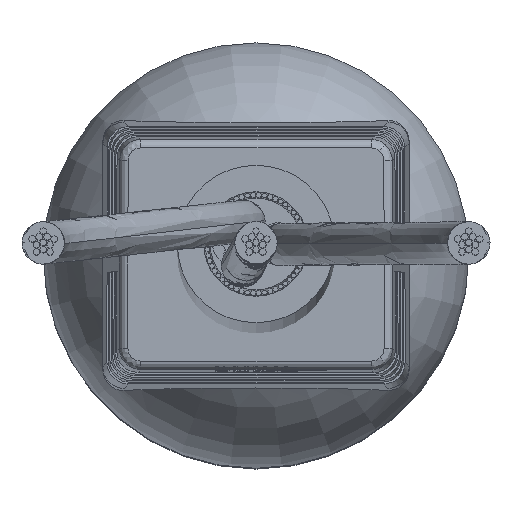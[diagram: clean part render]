
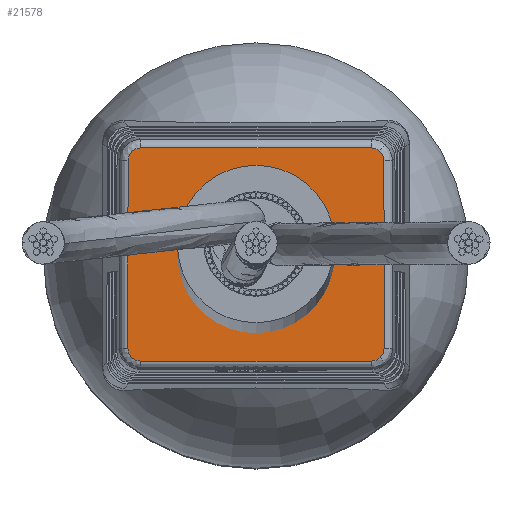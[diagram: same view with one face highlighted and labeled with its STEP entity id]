
A CAD part, top view. The second image highlights one B-rep face of the part: STEP entity #21578.
In plain terms, the highlighted face is planar.
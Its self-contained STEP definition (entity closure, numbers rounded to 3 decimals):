
#749 = CARTESIAN_POINT ( 'NONE',  ( 3.6, -31., 2.507 ) ) ;
#993 = VERTEX_POINT ( 'NONE', #22222 ) ;
#1107 = CARTESIAN_POINT ( 'NONE',  ( -2.91, -31., -2.428 ) ) ;
#1520 = CARTESIAN_POINT ( 'NONE',  ( -2.789, -31., 2.507 ) ) ;
#1719 = CARTESIAN_POINT ( 'NONE',  ( -3.007, -31., -2.208 ) ) ;
#1974 = DIRECTION ( 'NONE',  ( 0., 0., 1. ) ) ;
#2425 = ORIENTED_EDGE ( 'NONE', *, *, #22401, .T. ) ;
#2785 = VERTEX_POINT ( 'NONE', #11228 ) ;
#2904 = CARTESIAN_POINT ( 'NONE',  ( -3.007, -31., -2.208 ) ) ;
#2907 = CARTESIAN_POINT ( 'NONE',  ( 2.888, -31., 2.507 ) ) ;
#3134 = FACE_OUTER_BOUND ( 'NONE', #23184, .T. ) ;
#3395 =( BOUNDED_CURVE ( )  B_SPLINE_CURVE ( 3, ( #22751, #11756, #17376, #18879 ),
 .UNSPECIFIED., .F., .F. ) 
 B_SPLINE_CURVE_WITH_KNOTS ( ( 4, 4 ),
 ( 0., 0.828 ),
 .UNSPECIFIED. ) 
 CURVE ( )  GEOMETRIC_REPRESENTATION_ITEM ( )  RATIONAL_B_SPLINE_CURVE ( ( 1., 0.944, 0.944, 1. ) ) 
 REPRESENTATION_ITEM ( '' )  );
#3878 = CARTESIAN_POINT ( 'NONE',  ( 3.007, -31., -2.208 ) ) ;
#4020 = LINE ( 'NONE', #749, #11640 ) ;
#5735 = VERTEX_POINT ( 'NONE', #17157 ) ;
#5975 = CARTESIAN_POINT ( 'NONE',  ( -3.013, -31., 2.692 ) ) ;
#6656 = CARTESIAN_POINT ( 'NONE',  ( -2.783, -31., -2.507 ) ) ;
#7110 = LINE ( 'NONE', #5975, #14194 ) ;
#7489 = CARTESIAN_POINT ( 'NONE',  ( -3.012, -31., 2.207 ) ) ;
#8113 = ORIENTED_EDGE ( 'NONE', *, *, #22972, .T. ) ;
#8316 = VERTEX_POINT ( 'NONE', #21390 ) ;
#8462 = CARTESIAN_POINT ( 'NONE',  ( -2.707, -31., -2.507 ) ) ;
#8499 = LINE ( 'NONE', #15200, #22358 ) ;
#9528 = ORIENTED_EDGE ( 'NONE', *, *, #16629, .T. ) ;
#9850 = DIRECTION ( 'NONE',  ( 0.001, 0., 1. ) ) ;
#10428 = CARTESIAN_POINT ( 'NONE',  ( -2.859, -31., 2.479 ) ) ;
#10948 = VERTEX_POINT ( 'NONE', #1719 ) ;
#11228 = CARTESIAN_POINT ( 'NONE',  ( 3.007, -31., -2.208 ) ) ;
#11280 = EDGE_CURVE ( 'NONE', #993, #2785, #12842, .T. ) ;
#11640 = VECTOR ( 'NONE', #18886, 1000. ) ;
#11756 = CARTESIAN_POINT ( 'NONE',  ( -2.978, -31., 2.37 ) ) ;
#11784 =( BOUNDED_CURVE ( )  B_SPLINE_CURVE ( 3, ( #22916, #17476, #6656, #8462 ),
 .UNSPECIFIED., .F., .F. ) 
 B_SPLINE_CURVE_WITH_KNOTS ( ( 4, 4 ),
 ( 0., 0.741 ),
 .UNSPECIFIED. ) 
 CURVE ( )  GEOMETRIC_REPRESENTATION_ITEM ( )  RATIONAL_B_SPLINE_CURVE ( ( 1., 0.955, 0.955, 1. ) ) 
 REPRESENTATION_ITEM ( '' )  );
#11807 = AXIS2_PLACEMENT_3D ( 'NONE', #23298, #18163, #1974 ) ;
#11879 = CARTESIAN_POINT ( 'NONE',  ( 3.012, -31., 2.207 ) ) ;
#11897 = VERTEX_POINT ( 'NONE', #20123 ) ;
#12787 = PLANE ( 'NONE',  #11807 ) ;
#12842 =( BOUNDED_CURVE ( )  B_SPLINE_CURVE ( 3, ( #21971, #18259, #14696, #3878 ),
 .UNSPECIFIED., .F., .F. ) 
 B_SPLINE_CURVE_WITH_KNOTS ( ( 4, 4 ),
 ( 2.4, 3.969 ),
 .UNSPECIFIED. ) 
 CURVE ( )  GEOMETRIC_REPRESENTATION_ITEM ( )  RATIONAL_B_SPLINE_CURVE ( ( 1., 0.805, 0.805, 1. ) ) 
 REPRESENTATION_ITEM ( '' )  );
#13550 =( BOUNDED_CURVE ( )  B_SPLINE_CURVE ( 3, ( #2904, #21219, #15607, #1107 ),
 .UNSPECIFIED., .F., .T. ) 
 B_SPLINE_CURVE_WITH_KNOTS ( ( 4, 4 ),
 ( 5.456, 6.283 ),
 .UNSPECIFIED. ) 
 CURVE ( )  GEOMETRIC_REPRESENTATION_ITEM ( )  RATIONAL_B_SPLINE_CURVE ( ( 1., 0.944, 0.944, 1. ) ) 
 REPRESENTATION_ITEM ( '' )  );
#13934 = ORIENTED_EDGE ( 'NONE', *, *, #11280, .T. ) ;
#14194 = VECTOR ( 'NONE', #22406, 1000. ) ;
#14234 = EDGE_CURVE ( 'NONE', #8316, #20682, #4020, .T. ) ;
#14495 = ORIENTED_EDGE ( 'NONE', *, *, #14676, .T. ) ;
#14676 = EDGE_CURVE ( 'NONE', #23093, #8316, #17168, .T. ) ;
#14696 = CARTESIAN_POINT ( 'NONE',  ( 3.007, -31., -2.383 ) ) ;
#15009 = ORIENTED_EDGE ( 'NONE', *, *, #20743, .T. ) ;
#15137 = ORIENTED_EDGE ( 'NONE', *, *, #14234, .T. ) ;
#15165 = EDGE_CURVE ( 'NONE', #2785, #23093, #8499, .T. ) ;
#15200 = CARTESIAN_POINT ( 'NONE',  ( 3.013, -31., 2.701 ) ) ;
#15385 = CARTESIAN_POINT ( 'NONE',  ( 3.013, -31., 2.383 ) ) ;
#15465 = CARTESIAN_POINT ( 'NONE',  ( 2.713, -31., 2.507 ) ) ;
#15607 = CARTESIAN_POINT ( 'NONE',  ( -2.973, -31., -2.371 ) ) ;
#15612 = EDGE_CURVE ( 'NONE', #10948, #11897, #13550, .T. ) ;
#15859 = CARTESIAN_POINT ( 'NONE',  ( 3.012, -31., 2.207 ) ) ;
#16629 = EDGE_CURVE ( 'NONE', #20682, #19599, #19616, .T. ) ;
#16874 = CARTESIAN_POINT ( 'NONE',  ( 3.6, -31., -2.507 ) ) ;
#16938 = VERTEX_POINT ( 'NONE', #7489 ) ;
#17157 = CARTESIAN_POINT ( 'NONE',  ( -2.707, -31., -2.507 ) ) ;
#17168 =( BOUNDED_CURVE ( )  B_SPLINE_CURVE ( 3, ( #11879, #15385, #2907, #15465 ),
 .UNSPECIFIED., .F., .T. ) 
 B_SPLINE_CURVE_WITH_KNOTS ( ( 4, 4 ),
 ( 2.313, 3.884 ),
 .UNSPECIFIED. ) 
 CURVE ( )  GEOMETRIC_REPRESENTATION_ITEM ( )  RATIONAL_B_SPLINE_CURVE ( ( 1., 0.805, 0.805, 1. ) ) 
 REPRESENTATION_ITEM ( '' )  );
#17376 = CARTESIAN_POINT ( 'NONE',  ( -3.012, -31., 2.292 ) ) ;
#17476 = CARTESIAN_POINT ( 'NONE',  ( -2.854, -31., -2.48 ) ) ;
#17776 = ORIENTED_EDGE ( 'NONE', *, *, #22130, .T. ) ;
#18163 = DIRECTION ( 'NONE',  ( 0., 1., 0. ) ) ;
#18259 = CARTESIAN_POINT ( 'NONE',  ( 2.883, -31., -2.507 ) ) ;
#18598 = ORIENTED_EDGE ( 'NONE', *, *, #15612, .T. ) ;
#18740 = CARTESIAN_POINT ( 'NONE',  ( -2.915, -31., 2.428 ) ) ;
#18879 = CARTESIAN_POINT ( 'NONE',  ( -3.012, -31., 2.207 ) ) ;
#18886 = DIRECTION ( 'NONE',  ( -1., 0., 0. ) ) ;
#18946 = ORIENTED_EDGE ( 'NONE', *, *, #15165, .T. ) ;
#18980 = LINE ( 'NONE', #16874, #20115 ) ;
#19436 = CARTESIAN_POINT ( 'NONE',  ( -2.713, -31., 2.507 ) ) ;
#19599 = VERTEX_POINT ( 'NONE', #18740 ) ;
#19616 =( BOUNDED_CURVE ( )  B_SPLINE_CURVE ( 3, ( #19436, #1520, #10428, #21326 ),
 .UNSPECIFIED., .F., .T. ) 
 B_SPLINE_CURVE_WITH_KNOTS ( ( 4, 4 ),
 ( 5.541, 6.283 ),
 .UNSPECIFIED. ) 
 CURVE ( )  GEOMETRIC_REPRESENTATION_ITEM ( )  RATIONAL_B_SPLINE_CURVE ( ( 1., 0.955, 0.955, 1. ) ) 
 REPRESENTATION_ITEM ( '' )  );
#20115 = VECTOR ( 'NONE', #20346, 1000. ) ;
#20123 = CARTESIAN_POINT ( 'NONE',  ( -2.91, -31., -2.428 ) ) ;
#20346 = DIRECTION ( 'NONE',  ( 1., 0., 0. ) ) ;
#20357 = CARTESIAN_POINT ( 'NONE',  ( -2.713, -31., 2.507 ) ) ;
#20682 = VERTEX_POINT ( 'NONE', #20357 ) ;
#20743 = EDGE_CURVE ( 'NONE', #16938, #10948, #7110, .T. ) ;
#21219 = CARTESIAN_POINT ( 'NONE',  ( -3.007, -31., -2.293 ) ) ;
#21326 = CARTESIAN_POINT ( 'NONE',  ( -2.915, -31., 2.428 ) ) ;
#21390 = CARTESIAN_POINT ( 'NONE',  ( 2.713, -31., 2.507 ) ) ;
#21578 = ADVANCED_FACE ( 'NONE', ( #3134 ), #12787, .F. ) ;
#21971 = CARTESIAN_POINT ( 'NONE',  ( 2.707, -31., -2.507 ) ) ;
#22130 = EDGE_CURVE ( 'NONE', #5735, #993, #18980, .T. ) ;
#22222 = CARTESIAN_POINT ( 'NONE',  ( 2.707, -31., -2.507 ) ) ;
#22358 = VECTOR ( 'NONE', #9850, 1000. ) ;
#22401 = EDGE_CURVE ( 'NONE', #11897, #5735, #11784, .T. ) ;
#22406 = DIRECTION ( 'NONE',  ( 0.001, 0., -1. ) ) ;
#22751 = CARTESIAN_POINT ( 'NONE',  ( -2.915, -31., 2.428 ) ) ;
#22916 = CARTESIAN_POINT ( 'NONE',  ( -2.91, -31., -2.428 ) ) ;
#22972 = EDGE_CURVE ( 'NONE', #19599, #16938, #3395, .T. ) ;
#23093 = VERTEX_POINT ( 'NONE', #15859 ) ;
#23184 = EDGE_LOOP ( 'NONE', ( #15009, #18598, #2425, #17776, #13934, #18946, #14495, #15137, #9528, #8113 ) ) ;
#23298 = CARTESIAN_POINT ( 'NONE',  ( 3.6, -31., 2.7 ) ) ;
